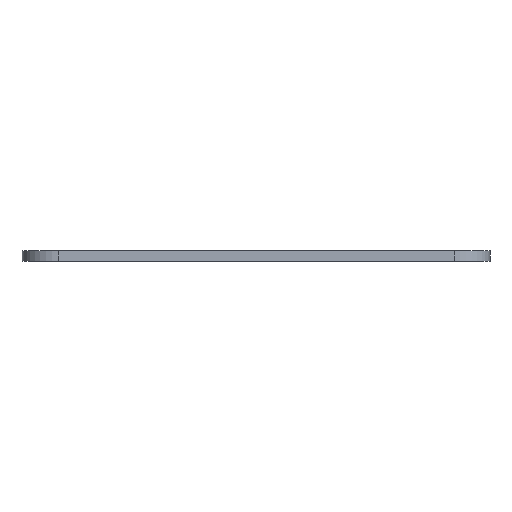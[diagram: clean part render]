
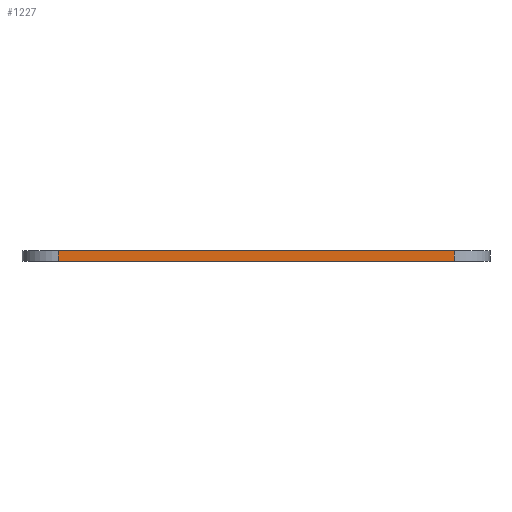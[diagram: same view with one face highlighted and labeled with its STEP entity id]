
A CAD part, left-side view. The second image highlights one B-rep face of the part: STEP entity #1227.
In plain terms, the highlighted planar face has unit normal (-1, 0, 0).
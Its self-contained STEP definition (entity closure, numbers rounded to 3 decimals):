
#46=PLANE('',#1339);
#78=FACE_OUTER_BOUND('',#152,.T.);
#152=EDGE_LOOP('',(#898,#899,#900,#901));
#229=LINE('',#1830,#346);
#254=LINE('',#2000,#371);
#255=LINE('',#2003,#372);
#256=LINE('',#2004,#373);
#346=VECTOR('',#1453,10.);
#371=VECTOR('',#1540,10.);
#372=VECTOR('',#1543,10.);
#373=VECTOR('',#1544,10.);
#529=VERTEX_POINT('',#1827);
#530=VERTEX_POINT('',#1829);
#584=VERTEX_POINT('',#1998);
#585=VERTEX_POINT('',#2002);
#653=EDGE_CURVE('',#529,#530,#229,.T.);
#709=EDGE_CURVE('',#530,#584,#254,.T.);
#710=EDGE_CURVE('',#585,#529,#255,.T.);
#711=EDGE_CURVE('',#584,#585,#256,.T.);
#898=ORIENTED_EDGE('',*,*,#709,.F.);
#899=ORIENTED_EDGE('',*,*,#653,.F.);
#900=ORIENTED_EDGE('',*,*,#710,.F.);
#901=ORIENTED_EDGE('',*,*,#711,.F.);
#1227=ADVANCED_FACE('',(#78),#46,.T.);
#1339=AXIS2_PLACEMENT_3D('',#2001,#1541,#1542);
#1453=DIRECTION('',(0.,1.,0.));
#1540=DIRECTION('',(0.,0.,1.));
#1541=DIRECTION('center_axis',(-1.,0.,0.));
#1542=DIRECTION('ref_axis',(0.,-1.,0.));
#1543=DIRECTION('',(0.,0.,-1.));
#1544=DIRECTION('',(0.,-1.,0.));
#1827=CARTESIAN_POINT('',(-45.875,-46.075,0.));
#1829=CARTESIAN_POINT('',(-45.875,8.925,0.));
#1830=CARTESIAN_POINT('',(-45.875,-51.075,0.));
#1998=CARTESIAN_POINT('',(-45.875,8.925,1.5));
#2000=CARTESIAN_POINT('',(-45.875,8.925,0.));
#2001=CARTESIAN_POINT('Origin',(-45.875,13.925,0.));
#2002=CARTESIAN_POINT('',(-45.875,-46.075,1.5));
#2003=CARTESIAN_POINT('',(-45.875,-46.075,0.));
#2004=CARTESIAN_POINT('',(-45.875,-51.075,1.5));
